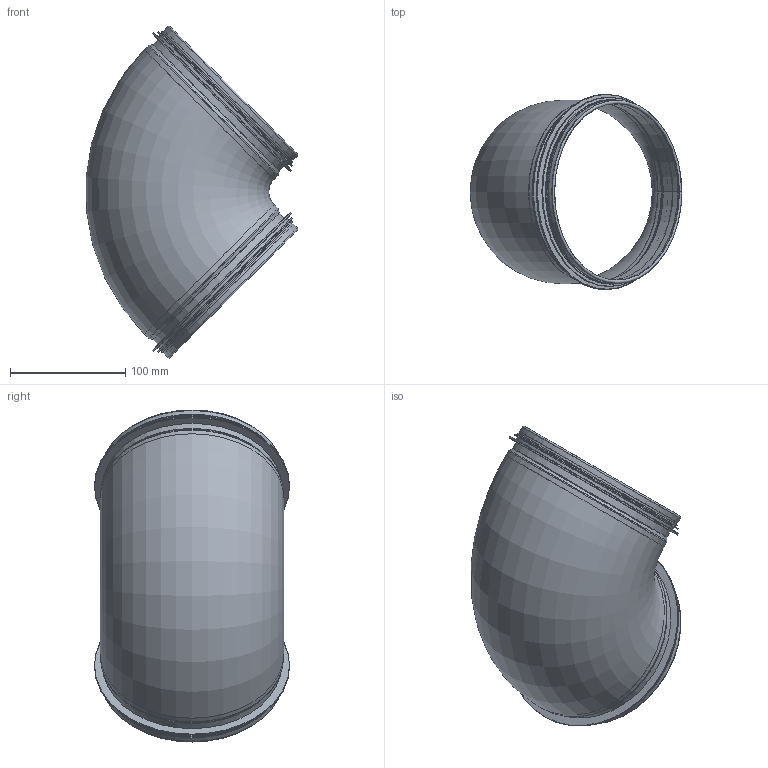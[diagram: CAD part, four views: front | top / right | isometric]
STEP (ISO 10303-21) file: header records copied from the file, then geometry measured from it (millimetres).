
FILE_DESCRIPTION((''),'2;1');
FILE_NAME('HIBK-160.stp','2014-02-19T15:25:03',(''),(''),'Autodesk Inventor 2013','Autodesk Inventor 2013','');
FILE_SCHEMA(('AUTOMOTIVE_DESIGN { 1 2 10303 214 0 1 1 1 }'));
Length unit declared in the file: millimetre
Products named in the file (6): HIBK-160; HIBKRörämne-160; HIBKRörämnesdel-160; StosRörämne-160; StosRörämne-160_1; 999005
Assembly tree (6 placements, depth 3):
  HIBK-160
    HIBKRörämne-160
      HIBKRörämnesdel-160
      StosRörämne-160
      StosRörämne-160_1
    999005  x2
Bounding box: 183.68 x 169.4 x 287.99 mm (x, y, z)
Volume: 89328.7 mm3; surface area: 273968.9 mm2
Topology: 5 solids, 5 shells, 118 faces, 224 edges, 122 vertices
Faces by surface type: plane 52, torus 30, cylinder 24, cone 12
Full cylindrical faces by diameter (mm): 153.2 x2, 154.2 x2, 155.4 x2, 158 x10, 159 x4, 164.4 x2, 169.4 x2
Entity records: 2681 total; most frequent: DIRECTION 492, CARTESIAN_POINT 389, ORIENTED_EDGE 350, AXIS2_PLACEMENT_3D 206, EDGE_CURVE 175, EDGE_LOOP 122, VERTEX_POINT 103, STYLED_ITEM 101
